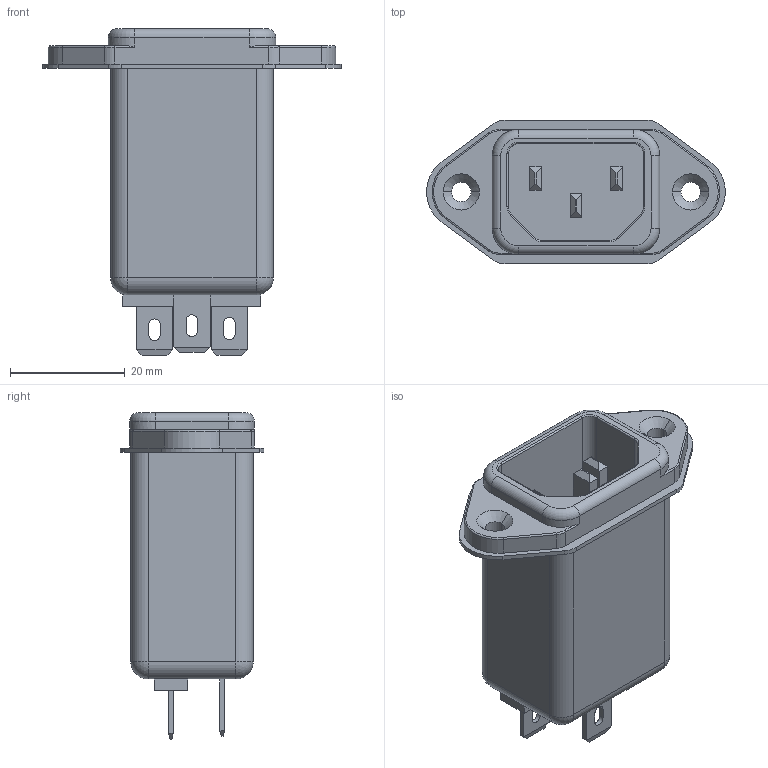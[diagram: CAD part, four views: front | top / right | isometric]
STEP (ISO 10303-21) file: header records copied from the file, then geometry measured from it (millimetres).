
FILE_DESCRIPTION (( 'STEP AP203' ), '1' );
FILE_NAME ('06GEEG3EM.STEP', '2008-04-21T16:07:54', ( ' ' ), ( ' ' ), 'SwSTEP 2.0', 'SolidWorks 2008', '' );
FILE_SCHEMA (( 'CONFIG_CONTROL_DESIGN' ));
Length unit declared in the file: inch
Products named in the file (1): 06GEEG3EM
Bounding box: 52.08 x 25.1 x 56.92 mm (x, y, z)
Volume: 23465.1 mm3; surface area: 8630.5 mm2
Topology: 1 solids, 1 shells, 188 faces, 482 edges, 301 vertices
Faces by surface type: plane 103, cylinder 60, torus 17, cone 4, sphere 4
Entity records: 5727 total; most frequent: DIRECTION 990, CARTESIAN_POINT 988, ORIENTED_EDGE 956, EDGE_CURVE 478, VECTOR 336, LINE 336, AXIS2_PLACEMENT_3D 327, VERTEX_POINT 301
